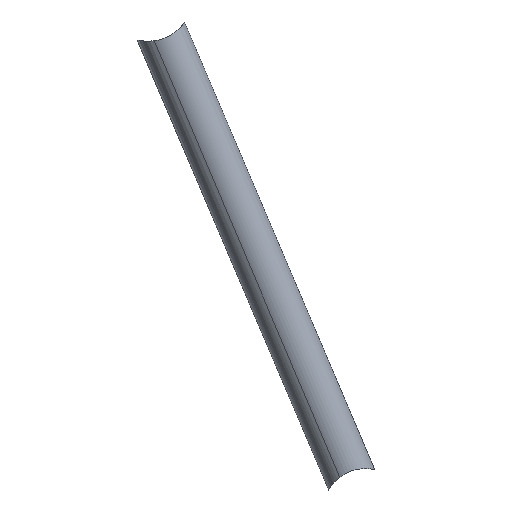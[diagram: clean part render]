
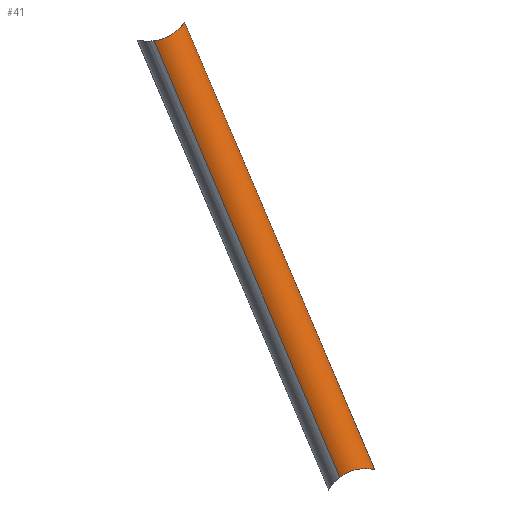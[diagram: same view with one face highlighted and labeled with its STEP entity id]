
A CAD part, left-side view. The second image highlights one B-rep face of the part: STEP entity #41.
In plain terms, the highlighted cylindrical face has radius 7.5 mm (diameter 15 mm), a partial arc.
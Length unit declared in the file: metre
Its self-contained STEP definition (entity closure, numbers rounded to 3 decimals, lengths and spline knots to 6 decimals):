
#41=ADVANCED_FACE('0:30',(#80),#81,.T.);
#80=FACE_OUTER_BOUND('',#113,.T.);
#81=CYLINDRICAL_SURFACE('',#114,0.0075);
#113=EDGE_LOOP('',(#169,#170,#171,#172,#173));
#114=AXIS2_PLACEMENT_3D('',#174,#175,#176);
#169=ORIENTED_EDGE('',*,*,#220,.T.);
#170=ORIENTED_EDGE('',*,*,#211,.F.);
#171=ORIENTED_EDGE('',*,*,#230,.F.);
#172=ORIENTED_EDGE('',*,*,#223,.T.);
#173=ORIENTED_EDGE('',*,*,#227,.T.);
#174=CARTESIAN_POINT('',(-1.911337,0.286272,0.100867));
#175=DIRECTION('',(-0.885,-0.183,-0.429));
#176=DIRECTION('',(0.429,-0.679,-0.596));
#211=EDGE_CURVE('0:51',#247,#249,#250,.F.);
#220=EDGE_CURVE('',#263,#249,#264,.T.);
#223=EDGE_CURVE('',#269,#267,#270,.T.);
#227=EDGE_CURVE('',#267,#263,#275,.F.);
#230=EDGE_CURVE('',#269,#247,#278,.F.);
#247=VERTEX_POINT('',#326);
#249=VERTEX_POINT('',#331);
#250=B_SPLINE_CURVE_WITH_KNOTS('',5,(#332,#333,#334,#335,#336,#337,#338,#339,#340,#341,#342,#343,#344,#345,#346,#347,#348,#349,#350,#351),.UNSPECIFIED.,.F.,.F.,(6,5,3,3,3,6),(-21.069913,-15.246135,-11.962239,-9.43142,-6.983072,-0.0),.UNSPECIFIED.);
#263=VERTEX_POINT('',#482);
#264=LINE('',#483,#484);
#267=VERTEX_POINT('',#516);
#269=VERTEX_POINT('',#532);
#270=LINE('',#533,#534);
#275=B_SPLINE_CURVE_WITH_KNOTS('',5,(#618,#619,#620,#621,#622,#623,#624,#625,#626,#627,#628,#629,#630,#631,#632,#633,#634,#635,#636,#637,#638,#639,#640,#641,#642,#643,#644,#645,#646,#647,#648,#649,#650,#651,#652),.UNSPECIFIED.,.F.,.F.,(6,3,3,3,3,3,5,3,3,3,6),(-84.097378,-82.786496,-78.308147,-72.174495,-64.222683,-56.763462,-46.772585,-42.456264,-34.84398,-30.79551,-28.164262),.UNSPECIFIED.);
#278=B_SPLINE_CURVE_WITH_KNOTS('',5,(#686,#687,#688,#689,#690,#691,#692,#693,#694,#695,#696,#697,#698,#699,#700,#701,#702,#703,#704,#705,#706,#707,#708,#709,#710,#711,#712,#713,#714,#715,#716,#717,#718,#719,#720,#721,#722,#723,#724,#725,#726,#727,#728,#729,#730,#731,#732,#733,#734,#735,#736,#737,#738,#739,#740,#741,#742,#743,#744,#745,#746),.UNSPECIFIED.,.F.,.F.,(6,3,3,5,3,3,3,3,3,3,3,3,3,3,3,3,3,5,6),(-90.66502,-83.791611,-78.750874,-67.557284,-58.905044,-56.017708,-51.771014,-48.962041,-46.95114,-45.434205,-43.998584,-40.583197,-36.785308,-31.419956,-25.235847,-17.378151,-11.464508,-4.829232,-0.0),.UNSPECIFIED.);
#326=CARTESIAN_POINT('',(-1.850334,0.291549,0.127313));
#331=CARTESIAN_POINT('',(-1.851966,0.292773,0.123645));
#332=CARTESIAN_POINT('',(-1.85006,0.301773,0.123165));
#333=CARTESIAN_POINT('',(-1.850411,0.301186,0.122722));
#334=CARTESIAN_POINT('',(-1.850762,0.300566,0.12232));
#335=CARTESIAN_POINT('',(-1.851108,0.299907,0.121963));
#336=CARTESIAN_POINT('',(-1.851437,0.299204,0.12167));
#337=CARTESIAN_POINT('',(-1.851729,0.298457,0.121475));
#338=CARTESIAN_POINT('',(-1.851894,0.298035,0.121364));
#339=CARTESIAN_POINT('',(-1.852047,0.2976,0.121285));
#340=CARTESIAN_POINT('',(-1.852184,0.297148,0.121243));
#341=CARTESIAN_POINT('',(-1.852384,0.296332,0.121255));
#342=CARTESIAN_POINT('',(-1.852487,0.295518,0.121443));
#343=CARTESIAN_POINT('',(-1.85251,0.29517,0.121561));
#344=CARTESIAN_POINT('',(-1.852508,0.294513,0.121866));
#345=CARTESIAN_POINT('',(-1.85242,0.293931,0.122289));
#346=CARTESIAN_POINT('',(-1.852358,0.293667,0.122522));
#347=CARTESIAN_POINT('',(-1.852058,0.292745,0.123487));
#348=CARTESIAN_POINT('',(-1.851569,0.292155,0.124652));
#349=CARTESIAN_POINT('',(-1.851172,0.291863,0.125527));
#350=CARTESIAN_POINT('',(-1.850756,0.291664,0.126417));
#351=CARTESIAN_POINT('',(-1.850334,0.291549,0.127313));
#482=CARTESIAN_POINT('',(-2.111739,0.239143,-0.002399));
#483=CARTESIAN_POINT('',(-1.908118,0.28118,0.096399));
#484=VECTOR('',#819,1.0);
#516=CARTESIAN_POINT('',(-2.142509,0.244304,-0.00527));
#532=CARTESIAN_POINT('',(-1.876861,0.299147,0.123624));
#533=CARTESIAN_POINT('',(-1.914556,0.291365,0.105334));
#534=VECTOR('',#820,1.0);
#618=CARTESIAN_POINT('',(-2.111739,0.239143,-0.002399));
#619=CARTESIAN_POINT('',(-2.11189,0.239033,-0.002382));
#620=CARTESIAN_POINT('',(-2.112043,0.238926,-0.002367));
#621=CARTESIAN_POINT('',(-2.112198,0.238823,-0.002353));
#622=CARTESIAN_POINT('',(-2.112892,0.238378,-0.002301));
#623=CARTESIAN_POINT('',(-2.113619,0.237986,-0.002277));
#624=CARTESIAN_POINT('',(-2.114188,0.237707,-0.002269));
#625=CARTESIAN_POINT('',(-2.115565,0.237088,-0.00227));
#626=CARTESIAN_POINT('',(-2.116977,0.236562,-0.002308));
#627=CARTESIAN_POINT('',(-2.117802,0.236281,-0.002338));
#628=CARTESIAN_POINT('',(-2.119709,0.235688,-0.002421));
#629=CARTESIAN_POINT('',(-2.121642,0.235199,-0.002525));
#630=CARTESIAN_POINT('',(-2.122739,0.234953,-0.002587));
#631=CARTESIAN_POINT('',(-2.124878,0.234532,-0.002708));
#632=CARTESIAN_POINT('',(-2.127034,0.234227,-0.00282));
#633=CARTESIAN_POINT('',(-2.128081,0.234108,-0.00287));
#634=CARTESIAN_POINT('',(-2.130538,0.233903,-0.002969));
#635=CARTESIAN_POINT('',(-2.132999,0.233912,-0.003014));
#636=CARTESIAN_POINT('',(-2.134404,0.234002,-0.003018));
#637=CARTESIAN_POINT('',(-2.135799,0.234216,-0.002984));
#638=CARTESIAN_POINT('',(-2.137123,0.234608,-0.002929));
#639=CARTESIAN_POINT('',(-2.137694,0.234778,-0.002905));
#640=CARTESIAN_POINT('',(-2.138256,0.234981,-0.002878));
#641=CARTESIAN_POINT('',(-2.138805,0.235224,-0.002848));
#642=CARTESIAN_POINT('',(-2.140262,0.236018,-0.002766));
#643=CARTESIAN_POINT('',(-2.141496,0.23717,-0.002736));
#644=CARTESIAN_POINT('',(-2.142142,0.238066,-0.00277));
#645=CARTESIAN_POINT('',(-2.142846,0.239591,-0.003005));
#646=CARTESIAN_POINT('',(-2.143096,0.241176,-0.003529));
#647=CARTESIAN_POINT('',(-2.143126,0.241723,-0.003747));
#648=CARTESIAN_POINT('',(-2.143083,0.242602,-0.004162));
#649=CARTESIAN_POINT('',(-2.142885,0.243419,-0.004649));
#650=CARTESIAN_POINT('',(-2.142783,0.243728,-0.00485));
#651=CARTESIAN_POINT('',(-2.142658,0.244024,-0.005058));
#652=CARTESIAN_POINT('',(-2.142509,0.244304,-0.00527));
#686=CARTESIAN_POINT('',(-1.850334,0.291549,0.127313));
#687=CARTESIAN_POINT('',(-1.851111,0.291146,0.127766));
#688=CARTESIAN_POINT('',(-1.851978,0.29085,0.128151));
#689=CARTESIAN_POINT('',(-1.852894,0.29064,0.128447));
#690=CARTESIAN_POINT('',(-1.854522,0.290374,0.128835));
#691=CARTESIAN_POINT('',(-1.856191,0.29024,0.129041));
#692=CARTESIAN_POINT('',(-1.8569,0.290201,0.1291));
#693=CARTESIAN_POINT('',(-1.859188,0.290123,0.129215));
#694=CARTESIAN_POINT('',(-1.861477,0.290179,0.129116));
#695=CARTESIAN_POINT('',(-1.863044,0.29026,0.12898));
#696=CARTESIAN_POINT('',(-1.8646,0.290383,0.12879));
#697=CARTESIAN_POINT('',(-1.866141,0.290553,0.128553));
#698=CARTESIAN_POINT('',(-1.867332,0.290684,0.12837));
#699=CARTESIAN_POINT('',(-1.868518,0.290843,0.128158));
#700=CARTESIAN_POINT('',(-1.869696,0.291033,0.127922));
#701=CARTESIAN_POINT('',(-1.871254,0.291334,0.127574));
#702=CARTESIAN_POINT('',(-1.872783,0.291721,0.127181));
#703=CARTESIAN_POINT('',(-1.873164,0.291824,0.127079));
#704=CARTESIAN_POINT('',(-1.874097,0.292094,0.126821));
#705=CARTESIAN_POINT('',(-1.875012,0.29241,0.126543));
#706=CARTESIAN_POINT('',(-1.875546,0.292617,0.12637));
#707=CARTESIAN_POINT('',(-1.876418,0.293001,0.126068));
#708=CARTESIAN_POINT('',(-1.877234,0.293474,0.125738));
#709=CARTESIAN_POINT('',(-1.877548,0.29368,0.125602));
#710=CARTESIAN_POINT('',(-1.87806,0.294068,0.125358));
#711=CARTESIAN_POINT('',(-1.878494,0.294535,0.125098));
#712=CARTESIAN_POINT('',(-1.878659,0.294746,0.124986));
#713=CARTESIAN_POINT('',(-1.878902,0.295147,0.124786));
#714=CARTESIAN_POINT('',(-1.879038,0.295596,0.124588));
#715=CARTESIAN_POINT('',(-1.879073,0.295797,0.124504));
#716=CARTESIAN_POINT('',(-1.87909,0.296196,0.124347));
#717=CARTESIAN_POINT('',(-1.87901,0.296594,0.124209));
#718=CARTESIAN_POINT('',(-1.878949,0.296784,0.124148));
#719=CARTESIAN_POINT('',(-1.878686,0.297407,0.123958));
#720=CARTESIAN_POINT('',(-1.878257,0.297957,0.123826));
#721=CARTESIAN_POINT('',(-1.877912,0.298309,0.123755));
#722=CARTESIAN_POINT('',(-1.877137,0.298984,0.123638));
#723=CARTESIAN_POINT('',(-1.87628,0.299556,0.123572));
#724=CARTESIAN_POINT('',(-1.875818,0.299834,0.123547));
#725=CARTESIAN_POINT('',(-1.874675,0.300463,0.123504));
#726=CARTESIAN_POINT('',(-1.873487,0.301002,0.123495));
#727=CARTESIAN_POINT('',(-1.872784,0.301293,0.123498));
#728=CARTESIAN_POINT('',(-1.87125,0.301875,0.123516));
#729=CARTESIAN_POINT('',(-1.869688,0.30237,0.123552));
#730=CARTESIAN_POINT('',(-1.868846,0.302612,0.123575));
#731=CARTESIAN_POINT('',(-1.86692,0.303116,0.123629));
#732=CARTESIAN_POINT('',(-1.864971,0.303514,0.123682));
#733=CARTESIAN_POINT('',(-1.863875,0.303703,0.123708));
#734=CARTESIAN_POINT('',(-1.861944,0.303975,0.123743));
#735=CARTESIAN_POINT('',(-1.860003,0.30412,0.123747));
#736=CARTESIAN_POINT('',(-1.859169,0.304156,0.123742));
#737=CARTESIAN_POINT('',(-1.857398,0.304169,0.123712));
#738=CARTESIAN_POINT('',(-1.855643,0.304016,0.123637));
#739=CARTESIAN_POINT('',(-1.85472,0.303879,0.123583));
#740=CARTESIAN_POINT('',(-1.853818,0.30367,0.123514));
#741=CARTESIAN_POINT('',(-1.852956,0.303376,0.123437));
#742=CARTESIAN_POINT('',(-1.852328,0.303162,0.123382));
#743=CARTESIAN_POINT('',(-1.851716,0.302901,0.123322));
#744=CARTESIAN_POINT('',(-1.851126,0.302585,0.123261));
#745=CARTESIAN_POINT('',(-1.85057,0.302209,0.123205));
#746=CARTESIAN_POINT('',(-1.85006,0.301773,0.123165));
#819=DIRECTION('',(0.885,0.183,0.429));
#820=DIRECTION('',(-0.885,-0.183,-0.429));
